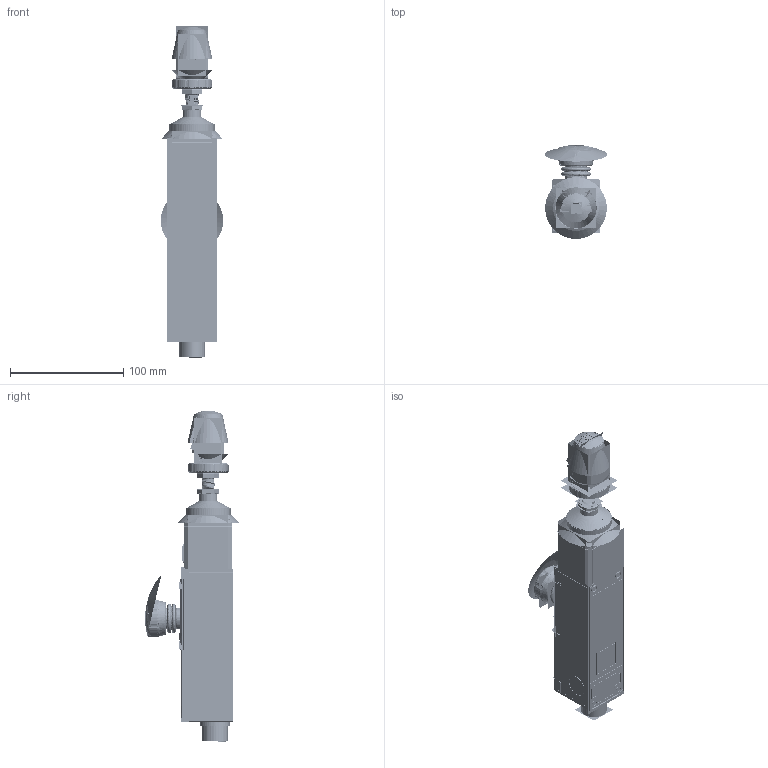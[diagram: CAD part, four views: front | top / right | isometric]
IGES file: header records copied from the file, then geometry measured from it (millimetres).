
Start section:  PTC IGES file: 192600.igs
Global section: file name: 192600.igs; native system: Creo Parametric by Parametric Technology Corporation; preprocessor: 2013230; author: pdmadmin; organization: Unknown; date: 20160202.114528; units: millimetre
Bounding box: 55.27 x 83.01 x 293.49 mm (x, y, z)
Volume: 213674.1 mm3; surface area: 703630 mm2
Topology: 3 solids, 3 shells, 8552 faces, 45475 edges, 56481 vertices
Faces by surface type: bspline 5424, revolution 3120, extrusion 8
